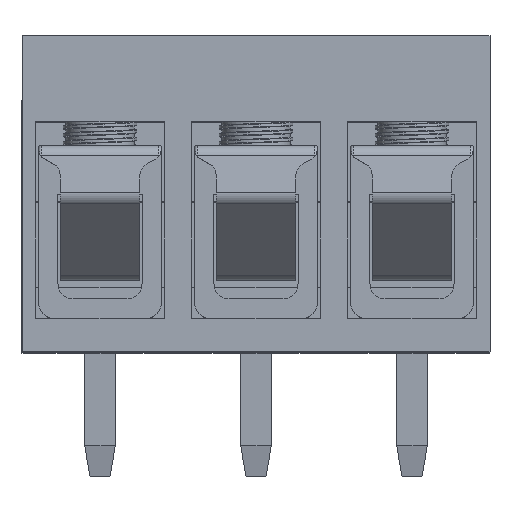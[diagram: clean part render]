
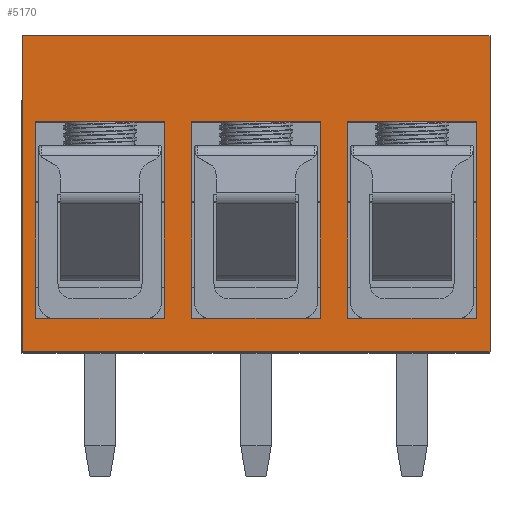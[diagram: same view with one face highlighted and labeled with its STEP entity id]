
A CAD part, top view. The second image highlights one B-rep face of the part: STEP entity #5170.
In plain terms, the highlighted face is planar.
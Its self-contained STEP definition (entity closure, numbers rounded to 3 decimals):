
#1316 = CARTESIAN_POINT ( 'NONE',  ( 2.98, 1.1, 0. ) ) ;
#1363 = CARTESIAN_POINT ( 'NONE',  ( 2.1, 7.5, 0. ) ) ;
#1371 = CARTESIAN_POINT ( 'NONE',  ( -2.54, 0., 0. ) ) ;
#1373 = CARTESIAN_POINT ( 'NONE',  ( 8.06, 7.5, 0. ) ) ;
#1406 = CARTESIAN_POINT ( 'NONE',  ( 2.98, 7.5, 0. ) ) ;
#1413 = CARTESIAN_POINT ( 'NONE',  ( 12.26, 7.5, 0. ) ) ;
#1440 = CARTESIAN_POINT ( 'NONE',  ( -2.1, 1.1, 0. ) ) ;
#1441 = CARTESIAN_POINT ( 'NONE',  ( 12.7, 10.3, 0. ) ) ;
#1453 = CARTESIAN_POINT ( 'NONE',  ( 2.1, 1.1, 0. ) ) ;
#3067 = ORIENTED_EDGE ( 'NONE', *, *, #5567, .F. ) ;
#3075 = ORIENTED_EDGE ( 'NONE', *, *, #5565, .T. ) ;
#3077 = VERTEX_POINT ( 'NONE', #12358 ) ;
#3078 = ORIENTED_EDGE ( 'NONE', *, *, #5573, .T. ) ;
#3083 = ORIENTED_EDGE ( 'NONE', *, *, #5566, .T. ) ;
#3085 = ORIENTED_EDGE ( 'NONE', *, *, #5563, .T. ) ;
#3090 = ORIENTED_EDGE ( 'NONE', *, *, #5561, .T. ) ;
#3097 = ORIENTED_EDGE ( 'NONE', *, *, #5575, .T. ) ;
#3107 = ORIENTED_EDGE ( 'NONE', *, *, #5562, .T. ) ;
#3128 = ORIENTED_EDGE ( 'NONE', *, *, #5574, .T. ) ;
#3129 = ORIENTED_EDGE ( 'NONE', *, *, #5570, .T. ) ;
#3130 = ORIENTED_EDGE ( 'NONE', *, *, #5569, .T. ) ;
#3132 = ORIENTED_EDGE ( 'NONE', *, *, #5568, .T. ) ;
#3134 = ORIENTED_EDGE ( 'NONE', *, *, #5571, .T. ) ;
#3140 = ORIENTED_EDGE ( 'NONE', *, *, #5576, .T. ) ;
#3147 = ORIENTED_EDGE ( 'NONE', *, *, #5564, .F. ) ;
#3151 = VERTEX_POINT ( 'NONE', #12415 ) ;
#3155 = ORIENTED_EDGE ( 'NONE', *, *, #5572, .T. ) ;
#3160 = VERTEX_POINT ( 'NONE', #12422 ) ;
#3313 = VECTOR ( 'NONE', #7297, 1000. ) ;
#3314 = VECTOR ( 'NONE', #7300, 1000. ) ;
#3315 = VECTOR ( 'NONE', #7303, 1000. ) ;
#3316 = VECTOR ( 'NONE', #7306, 1000. ) ;
#3317 = VECTOR ( 'NONE', #7309, 1000. ) ;
#3318 = VECTOR ( 'NONE', #7312, 1000. ) ;
#3319 = VECTOR ( 'NONE', #7315, 1000. ) ;
#3320 = VECTOR ( 'NONE', #7318, 1000. ) ;
#3321 = VECTOR ( 'NONE', #7321, 1000. ) ;
#3322 = VECTOR ( 'NONE', #7324, 1000. ) ;
#3323 = VECTOR ( 'NONE', #7327, 1000. ) ;
#3324 = VECTOR ( 'NONE', #7330, 1000. ) ;
#3325 = VECTOR ( 'NONE', #7333, 1000. ) ;
#3326 = VECTOR ( 'NONE', #7336, 1000. ) ;
#3327 = VECTOR ( 'NONE', #7339, 1000. ) ;
#3328 = VECTOR ( 'NONE', #7342, 1000. ) ;
#3458 = VERTEX_POINT ( 'NONE', #12453 ) ;
#3670 = VERTEX_POINT ( 'NONE', #12482 ) ;
#3712 = VERTEX_POINT ( 'NONE', #12495 ) ;
#3749 = VERTEX_POINT ( 'NONE', #12510 ) ;
#4507 = EDGE_LOOP ( 'NONE', ( #3107, #3090, #3085, #3075 ) ) ;
#4548 = EDGE_LOOP ( 'NONE', ( #3129, #3132, #3134, #3078 ) ) ;
#4623 = EDGE_LOOP ( 'NONE', ( #3128, #3155, #3097, #3140 ) ) ;
#4707 = EDGE_LOOP ( 'NONE', ( #3083, #3147, #3067, #3130 ) ) ;
#5170 = ADVANCED_FACE ( 'NONE', ( #11940, #11904, #11915, #11901 ), #12558, .F. ) ;
#5561 = EDGE_CURVE ( 'NONE', #6425, #3458, #7295, .T. ) ;
#5562 = EDGE_CURVE ( 'NONE', #6515, #6425, #7298, .T. ) ;
#5563 = EDGE_CURVE ( 'NONE', #3458, #3670, #7301, .T. ) ;
#5564 = EDGE_CURVE ( 'NONE', #6550, #3749, #7304, .T. ) ;
#5565 = EDGE_CURVE ( 'NONE', #3670, #6515, #7307, .T. ) ;
#5566 = EDGE_CURVE ( 'NONE', #6480, #3749, #7310, .T. ) ;
#5567 = EDGE_CURVE ( 'NONE', #3160, #6550, #7313, .T. ) ;
#5568 = EDGE_CURVE ( 'NONE', #6549, #6562, #7316, .T. ) ;
#5569 = EDGE_CURVE ( 'NONE', #3160, #6480, #7319, .T. ) ;
#5570 = EDGE_CURVE ( 'NONE', #3151, #6549, #7322, .T. ) ;
#5571 = EDGE_CURVE ( 'NONE', #6562, #6472, #7325, .T. ) ;
#5572 = EDGE_CURVE ( 'NONE', #3712, #3077, #7328, .T. ) ;
#5573 = EDGE_CURVE ( 'NONE', #6472, #3151, #7331, .T. ) ;
#5574 = EDGE_CURVE ( 'NONE', #6482, #3712, #7334, .T. ) ;
#5575 = EDGE_CURVE ( 'NONE', #3077, #6522, #7337, .T. ) ;
#5576 = EDGE_CURVE ( 'NONE', #6522, #6482, #7340, .T. ) ;
#6425 = VERTEX_POINT ( 'NONE', #1316 ) ;
#6472 = VERTEX_POINT ( 'NONE', #1363 ) ;
#6480 = VERTEX_POINT ( 'NONE', #1371 ) ;
#6482 = VERTEX_POINT ( 'NONE', #1373 ) ;
#6515 = VERTEX_POINT ( 'NONE', #1406 ) ;
#6522 = VERTEX_POINT ( 'NONE', #1413 ) ;
#6549 = VERTEX_POINT ( 'NONE', #1440 ) ;
#6550 = VERTEX_POINT ( 'NONE', #1441 ) ;
#6562 = VERTEX_POINT ( 'NONE', #1453 ) ;
#7295 = LINE ( 'NONE', #7296, #3313 ) ;
#7296 = CARTESIAN_POINT ( 'NONE',  ( 7.18, 1.1, 0. ) ) ;
#7297 = DIRECTION ( 'NONE',  ( 1., 0., 0. ) ) ;
#7298 = LINE ( 'NONE', #7299, #3314 ) ;
#7299 = CARTESIAN_POINT ( 'NONE',  ( 2.98, 1.1, 0. ) ) ;
#7300 = DIRECTION ( 'NONE',  ( 0., -1., 0. ) ) ;
#7301 = LINE ( 'NONE', #7302, #3315 ) ;
#7302 = CARTESIAN_POINT ( 'NONE',  ( 7.18, 1.1, 0. ) ) ;
#7303 = DIRECTION ( 'NONE',  ( 0., 1., 0. ) ) ;
#7304 = LINE ( 'NONE', #7305, #3316 ) ;
#7305 = CARTESIAN_POINT ( 'NONE',  ( 2.54, 10.3, 0. ) ) ;
#7306 = DIRECTION ( 'NONE',  ( -1., 0., 0. ) ) ;
#7307 = LINE ( 'NONE', #7308, #3317 ) ;
#7308 = CARTESIAN_POINT ( 'NONE',  ( 7.18, 7.5, 0. ) ) ;
#7309 = DIRECTION ( 'NONE',  ( -1., 0., 0. ) ) ;
#7310 = LINE ( 'NONE', #7311, #3318 ) ;
#7311 = CARTESIAN_POINT ( 'NONE',  ( -2.54, 0., 0. ) ) ;
#7312 = DIRECTION ( 'NONE',  ( 0., 1., 0. ) ) ;
#7313 = LINE ( 'NONE', #7314, #3319 ) ;
#7314 = CARTESIAN_POINT ( 'NONE',  ( 12.7, 0., 0. ) ) ;
#7315 = DIRECTION ( 'NONE',  ( 0., 1., 0. ) ) ;
#7316 = LINE ( 'NONE', #7317, #3320 ) ;
#7317 = CARTESIAN_POINT ( 'NONE',  ( 2.1, 1.1, 0. ) ) ;
#7318 = DIRECTION ( 'NONE',  ( 1., 0., 0. ) ) ;
#7319 = LINE ( 'NONE', #7320, #3321 ) ;
#7320 = CARTESIAN_POINT ( 'NONE',  ( 2.54, 0., 0. ) ) ;
#7321 = DIRECTION ( 'NONE',  ( -1., 0., 0. ) ) ;
#7322 = LINE ( 'NONE', #7323, #3322 ) ;
#7323 = CARTESIAN_POINT ( 'NONE',  ( -2.1, 1.1, 0. ) ) ;
#7324 = DIRECTION ( 'NONE',  ( 0., -1., 0. ) ) ;
#7325 = LINE ( 'NONE', #7326, #3323 ) ;
#7326 = CARTESIAN_POINT ( 'NONE',  ( 2.1, 1.1, 0. ) ) ;
#7327 = DIRECTION ( 'NONE',  ( 0., 1., 0. ) ) ;
#7328 = LINE ( 'NONE', #7329, #3324 ) ;
#7329 = CARTESIAN_POINT ( 'NONE',  ( 12.26, 1.1, 0. ) ) ;
#7330 = DIRECTION ( 'NONE',  ( 1., 0., 0. ) ) ;
#7331 = LINE ( 'NONE', #7332, #3325 ) ;
#7332 = CARTESIAN_POINT ( 'NONE',  ( 2.1, 7.5, 0. ) ) ;
#7333 = DIRECTION ( 'NONE',  ( -1., 0., 0. ) ) ;
#7334 = LINE ( 'NONE', #7335, #3326 ) ;
#7335 = CARTESIAN_POINT ( 'NONE',  ( 8.06, 1.1, 0. ) ) ;
#7336 = DIRECTION ( 'NONE',  ( 0., -1., 0. ) ) ;
#7337 = LINE ( 'NONE', #7338, #3327 ) ;
#7338 = CARTESIAN_POINT ( 'NONE',  ( 12.26, 1.1, 0. ) ) ;
#7339 = DIRECTION ( 'NONE',  ( 0., 1., 0. ) ) ;
#7340 = LINE ( 'NONE', #7341, #3328 ) ;
#7341 = CARTESIAN_POINT ( 'NONE',  ( 12.26, 7.5, 0. ) ) ;
#7342 = DIRECTION ( 'NONE',  ( -1., 0., 0. ) ) ;
#11901 = FACE_BOUND ( 'NONE', #4623, .T. ) ;
#11904 = FACE_OUTER_BOUND ( 'NONE', #4707, .T. ) ;
#11915 = FACE_BOUND ( 'NONE', #4548, .T. ) ;
#11919 = AXIS2_PLACEMENT_3D ( 'NONE', #12559, #12560, #12561 ) ;
#11940 = FACE_BOUND ( 'NONE', #4507, .T. ) ;
#12358 = CARTESIAN_POINT ( 'NONE',  ( 12.26, 1.1, 0. ) ) ;
#12415 = CARTESIAN_POINT ( 'NONE',  ( -2.1, 7.5, 0. ) ) ;
#12422 = CARTESIAN_POINT ( 'NONE',  ( 12.7, 0., 0. ) ) ;
#12453 = CARTESIAN_POINT ( 'NONE',  ( 7.18, 1.1, 0. ) ) ;
#12482 = CARTESIAN_POINT ( 'NONE',  ( 7.18, 7.5, 0. ) ) ;
#12495 = CARTESIAN_POINT ( 'NONE',  ( 8.06, 1.1, 0. ) ) ;
#12510 = CARTESIAN_POINT ( 'NONE',  ( -2.54, 10.3, 0. ) ) ;
#12558 = PLANE ( 'NONE',  #11919 ) ;
#12559 = CARTESIAN_POINT ( 'NONE',  ( 2.54, 0., 0. ) ) ;
#12560 = DIRECTION ( 'NONE',  ( 0., 0., 1. ) ) ;
#12561 = DIRECTION ( 'NONE',  ( 1., 0., 0. ) ) ;
